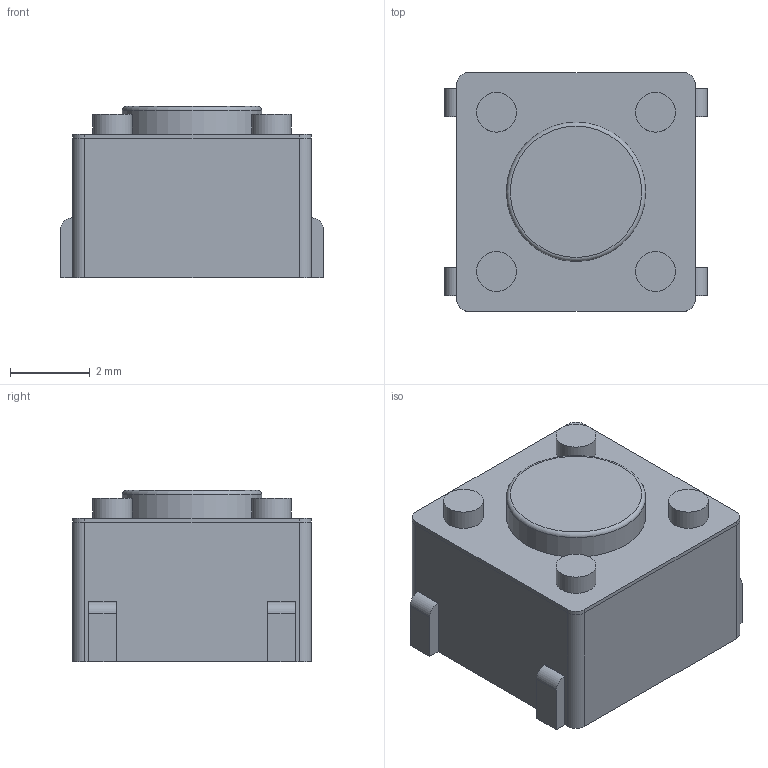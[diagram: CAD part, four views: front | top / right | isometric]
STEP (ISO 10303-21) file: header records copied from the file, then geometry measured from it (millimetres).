
FILE_DESCRIPTION(('FreeCAD Model'),'2;1');
FILE_NAME('Open CASCADE Shape Model','2023-06-11T13:19:09',(''),(''), 'Open CASCADE STEP processor 7.6','FreeCAD','Unknown');
FILE_SCHEMA(('AUTOMOTIVE_DESIGN { 1 0 10303 214 1 1 1 1 }'));
Length unit declared in the file: millimetre
Products named in the file (1): Cut
Bounding box: 6.6 x 6 x 4.3 mm (x, y, z)
Volume: 138.8 mm3; surface area: 174.7 mm2
Topology: 1 solids, 1 shells, 53 faces, 121 edges, 75 vertices
Faces by surface type: plane 35, cylinder 17, torus 1
Full cylindrical faces by diameter (mm): 1 x4, 3.5 x1
Entity records: 1838 total; most frequent: DIRECTION 261, CARTESIAN_POINT 250, ORIENTED_EDGE 242, EDGE_CURVE 121, LINE 89, VECTOR 89, AXIS2_PLACEMENT_3D 86, VERTEX_POINT 75
